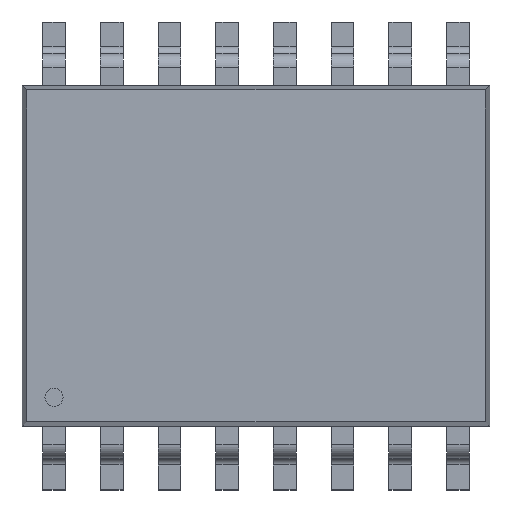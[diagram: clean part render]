
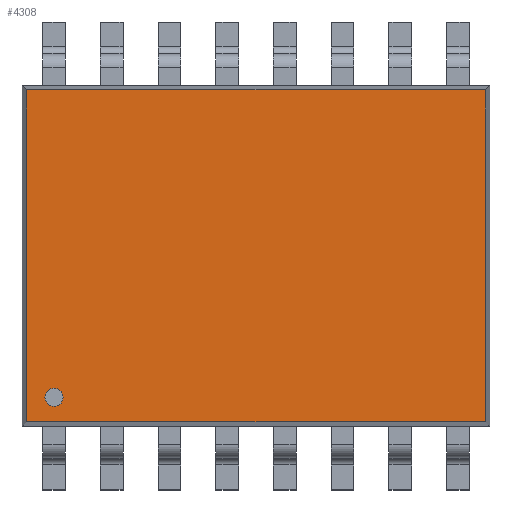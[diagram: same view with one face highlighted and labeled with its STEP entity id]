
A CAD part, top view. The second image highlights one B-rep face of the part: STEP entity #4308.
In plain terms, the highlighted planar face has unit normal (0, 0, 1).
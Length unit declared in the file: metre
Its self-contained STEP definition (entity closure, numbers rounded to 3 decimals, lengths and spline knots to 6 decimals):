
#247=CIRCLE('',#4896,0.0002);
#1417=ORIENTED_EDGE('',*,*,#2049,.T.);
#1418=ORIENTED_EDGE('',*,*,#2050,.T.);
#1419=ORIENTED_EDGE('',*,*,#2051,.T.);
#1420=ORIENTED_EDGE('',*,*,#2052,.T.);
#1421=ORIENTED_EDGE('',*,*,#2053,.T.);
#2049=EDGE_CURVE('',#2459,#2459,#247,.F.);
#2050=EDGE_CURVE('',#2460,#2461,#2929,.T.);
#2051=EDGE_CURVE('',#2461,#2462,#2930,.T.);
#2052=EDGE_CURVE('',#2462,#2463,#2931,.T.);
#2053=EDGE_CURVE('',#2463,#2460,#2932,.T.);
#2459=VERTEX_POINT('',#7386);
#2460=VERTEX_POINT('',#7388);
#2461=VERTEX_POINT('',#7389);
#2462=VERTEX_POINT('',#7391);
#2463=VERTEX_POINT('',#7393);
#2929=LINE('',#7387,#3405);
#2930=LINE('',#7390,#3406);
#2931=LINE('',#7392,#3407);
#2932=LINE('',#7394,#3408);
#3405=VECTOR('',#6119,1.);
#3406=VECTOR('',#6120,1.);
#3407=VECTOR('',#6121,1.);
#3408=VECTOR('',#6122,1.);
#3649=EDGE_LOOP('',(#1417));
#3650=EDGE_LOOP('',(#1418,#1419,#1420,#1421));
#3891=FACE_BOUND('',#3649,.T.);
#3892=FACE_BOUND('',#3650,.T.);
#4069=PLANE('',#4895);
#4308=ADVANCED_FACE('',(#3891,#3892),#4069,.T.);
#4895=AXIS2_PLACEMENT_3D('',#7384,#6115,#6116);
#4896=AXIS2_PLACEMENT_3D('',#7385,#6117,#6118);
#6115=DIRECTION('',(0.,0.,1.));
#6116=DIRECTION('',(1.,0.,0.));
#6117=DIRECTION('',(0.,0.,1.));
#6118=DIRECTION('',(1.,0.,0.));
#6119=DIRECTION('',(0.,1.,0.));
#6120=DIRECTION('',(-1.,0.,0.));
#6121=DIRECTION('',(0.,-1.,0.));
#6122=DIRECTION('',(1.,0.,0.));
#7384=CARTESIAN_POINT('',(0.,0.,0.00265));
#7385=CARTESIAN_POINT('',(-0.004445,-0.003115,0.00265));
#7386=CARTESIAN_POINT('',(-0.004245,-0.003115,0.00265));
#7387=CARTESIAN_POINT('',(0.00505,0.,0.00265));
#7388=CARTESIAN_POINT('',(0.00505,-0.00365,0.00265));
#7389=CARTESIAN_POINT('',(0.00505,0.00365,0.00265));
#7390=CARTESIAN_POINT('',(0.,0.00365,0.00265));
#7391=CARTESIAN_POINT('',(-0.00505,0.00365,0.00265));
#7392=CARTESIAN_POINT('',(-0.00505,-0.00375,0.00265));
#7393=CARTESIAN_POINT('',(-0.00505,-0.00365,0.00265));
#7394=CARTESIAN_POINT('',(0.00515,-0.00365,0.00265));
